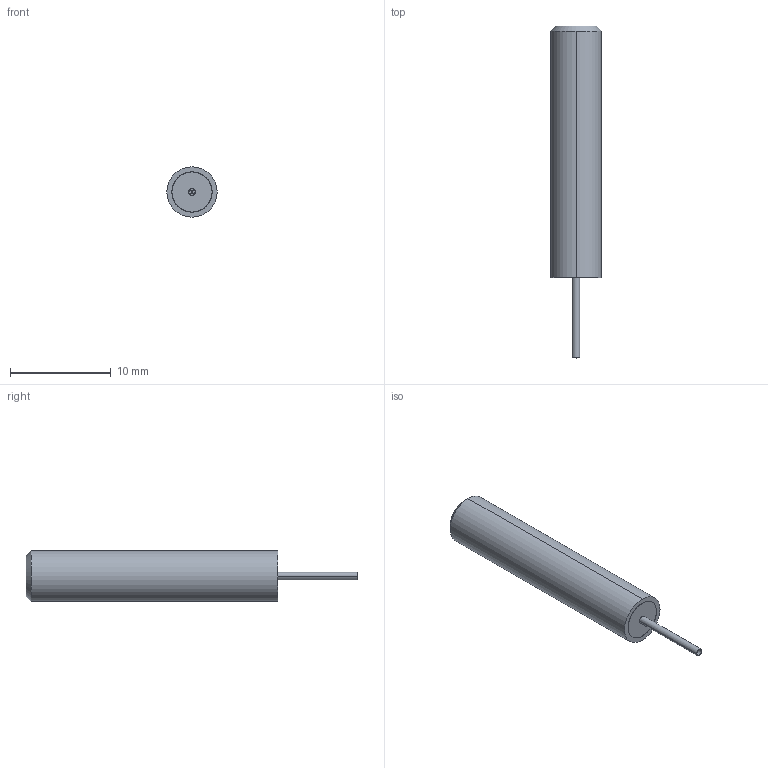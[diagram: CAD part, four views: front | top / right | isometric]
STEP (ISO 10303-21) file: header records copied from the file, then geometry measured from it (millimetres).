
FILE_DESCRIPTION (( 'STEP AP203' ), '1' );
FILE_NAME ('Water Temperature Probe.STEP', '2023-12-11T11:57:29', ( '' ), ( '' ), 'SwSTEP 2.0', 'SolidWorks 2020', '' );
FILE_SCHEMA (( 'CONFIG_CONTROL_DESIGN' ));
Length unit declared in the file: millimetre
Products named in the file (4): Steel case_Predeterminado; Water Temperature Probe; Thermistor_Predeterminado; Cover_Predeterminado
Assembly tree (3 placements, depth 2):
  Water Temperature Probe
    Steel case_Predeterminado
    Thermistor_Predeterminado
    Cover_Predeterminado
Bounding box: 5 x 33 x 5 mm (x, y, z)
Volume: 223 mm3; surface area: 916.7 mm2
Topology: 4 solids, 4 shells, 68 faces, 169 edges, 108 vertices
Faces by surface type: bspline 30, cylinder 23, plane 9, sphere 4, cone 2
Entity records: 4079 total; most frequent: CARTESIAN_POINT 2238, ORIENTED_EDGE 330, DIRECTION 248, EDGE_CURVE 165, VERTEX_POINT 108, AXIS2_PLACEMENT_3D 100, EDGE_LOOP 75, ADVANCED_FACE 68
